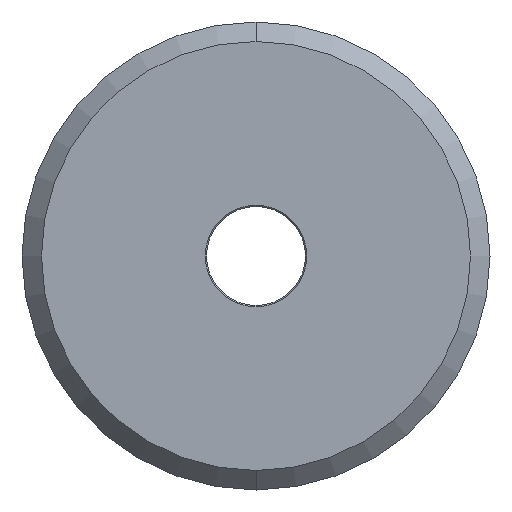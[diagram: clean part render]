
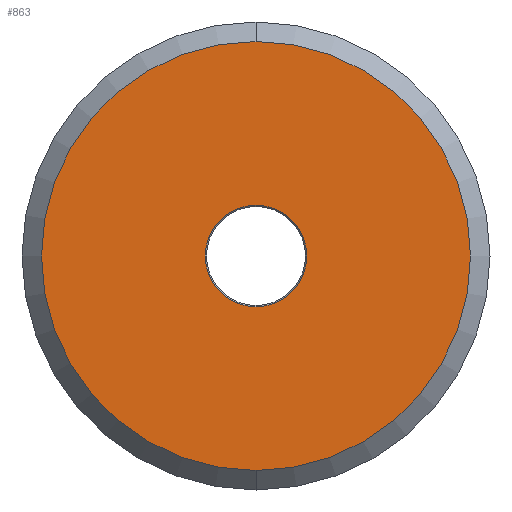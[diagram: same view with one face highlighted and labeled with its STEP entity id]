
A CAD part, front view. The second image highlights one B-rep face of the part: STEP entity #863.
In plain terms, the highlighted planar face has unit normal (0, -1, 0).
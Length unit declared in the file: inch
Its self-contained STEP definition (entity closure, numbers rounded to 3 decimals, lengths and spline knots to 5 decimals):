
#26 = AXIS2_PLACEMENT_3D ( 'NONE', #698, #765, #505 ) ;
#33 = CARTESIAN_POINT ( 'NONE',  ( -1.5, 0., 0. ) ) ;
#44 = DIRECTION ( 'NONE',  ( 0., 0., 1. ) ) ;
#58 = CARTESIAN_POINT ( 'NONE',  ( 0., 0., 0. ) ) ;
#64 = ORIENTED_EDGE ( 'NONE', *, *, #653, .T. ) ;
#109 = CARTESIAN_POINT ( 'NONE',  ( 0., 0., 0.32508 ) ) ;
#119 = EDGE_CURVE ( 'NONE', #613, #600, #210, .T. ) ;
#164 = DIRECTION ( 'NONE',  ( 0., 0., 1. ) ) ;
#187 = CARTESIAN_POINT ( 'NONE',  ( 0., 0., -0.32508 ) ) ;
#209 = EDGE_LOOP ( 'NONE', ( #368, #64 ) ) ;
#210 = CIRCLE ( 'NONE', #782, 0.32508 ) ;
#211 = DIRECTION ( 'NONE',  ( 0., 1., 0. ) ) ;
#247 = PLANE ( 'NONE',  #902 ) ;
#340 = FACE_OUTER_BOUND ( 'NONE', #414, .T. ) ;
#368 = ORIENTED_EDGE ( 'NONE', *, *, #119, .T. ) ;
#385 = FACE_BOUND ( 'NONE', #209, .T. ) ;
#396 = CARTESIAN_POINT ( 'NONE',  ( 0., 0., 1.375 ) ) ;
#405 = CARTESIAN_POINT ( 'NONE',  ( 0., 0., 0. ) ) ;
#414 = EDGE_LOOP ( 'NONE', ( #491, #873 ) ) ;
#415 = DIRECTION ( 'NONE',  ( 0., 0., 1. ) ) ;
#440 = CIRCLE ( 'NONE', #515, 0.32508 ) ;
#458 = CARTESIAN_POINT ( 'NONE',  ( 0., 0., -1.375 ) ) ;
#490 = CARTESIAN_POINT ( 'NONE',  ( 0., 0., 0. ) ) ;
#491 = ORIENTED_EDGE ( 'NONE', *, *, #768, .T. ) ;
#505 = DIRECTION ( 'NONE',  ( 0., 0., 1. ) ) ;
#508 = VERTEX_POINT ( 'NONE', #396 ) ;
#515 = AXIS2_PLACEMENT_3D ( 'NONE', #405, #897, #44 ) ;
#525 = DIRECTION ( 'NONE',  ( 0., 0., 1. ) ) ;
#531 = EDGE_CURVE ( 'NONE', #612, #508, #591, .T. ) ;
#547 = AXIS2_PLACEMENT_3D ( 'NONE', #490, #867, #164 ) ;
#585 = DIRECTION ( 'NONE',  ( 0., 1., 0. ) ) ;
#590 = CIRCLE ( 'NONE', #547, 1.375 ) ;
#591 = CIRCLE ( 'NONE', #26, 1.375 ) ;
#600 = VERTEX_POINT ( 'NONE', #109 ) ;
#612 = VERTEX_POINT ( 'NONE', #458 ) ;
#613 = VERTEX_POINT ( 'NONE', #187 ) ;
#653 = EDGE_CURVE ( 'NONE', #600, #613, #440, .T. ) ;
#698 = CARTESIAN_POINT ( 'NONE',  ( 0., 0., 0. ) ) ;
#765 = DIRECTION ( 'NONE',  ( 0., -1., 0. ) ) ;
#768 = EDGE_CURVE ( 'NONE', #508, #612, #590, .T. ) ;
#782 = AXIS2_PLACEMENT_3D ( 'NONE', #58, #211, #415 ) ;
#863 = ADVANCED_FACE ( 'NONE', ( #340, #385 ), #247, .F. ) ;
#867 = DIRECTION ( 'NONE',  ( 0., -1., 0. ) ) ;
#873 = ORIENTED_EDGE ( 'NONE', *, *, #531, .T. ) ;
#897 = DIRECTION ( 'NONE',  ( 0., 1., 0. ) ) ;
#902 = AXIS2_PLACEMENT_3D ( 'NONE', #33, #585, #525 ) ;
